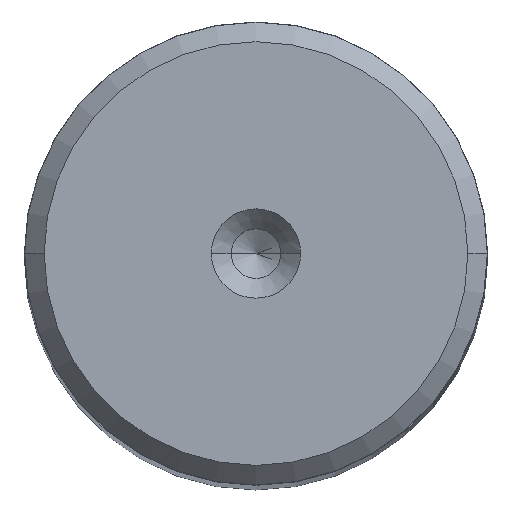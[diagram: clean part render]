
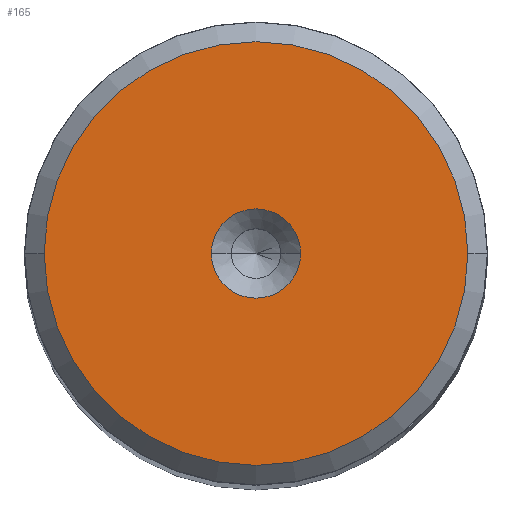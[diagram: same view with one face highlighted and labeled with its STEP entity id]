
A CAD part, top view. The second image highlights one B-rep face of the part: STEP entity #165.
In plain terms, the highlighted planar face has unit normal (0, 0, 1).
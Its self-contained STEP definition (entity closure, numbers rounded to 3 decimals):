
#65 = EDGE_CURVE ( 'NONE', #1455, #1498, #1360, .T. ) ;
#73 = VERTEX_POINT ( 'NONE', #769 ) ;
#165 = ADVANCED_FACE ( 'NONE', ( #1891, #2388 ), #1703, .T. ) ;
#439 = DIRECTION ( 'NONE',  ( 0., 0., 1. ) ) ;
#440 = DIRECTION ( 'NONE',  ( 1., 0., 0. ) ) ;
#450 = ORIENTED_EDGE ( 'NONE', *, *, #568, .F. ) ;
#489 = CIRCLE ( 'NONE', #1482, 2.7 ) ;
#508 = AXIS2_PLACEMENT_3D ( 'NONE', #1420, #1205, #799 ) ;
#568 = EDGE_CURVE ( 'NONE', #73, #642, #1202, .T. ) ;
#642 = VERTEX_POINT ( 'NONE', #1175 ) ;
#747 = ORIENTED_EDGE ( 'NONE', *, *, #65, .T. ) ;
#748 = DIRECTION ( 'NONE',  ( 1., 0., 0. ) ) ;
#769 = CARTESIAN_POINT ( 'NONE',  ( -2.7, 0., 170. ) ) ;
#799 = DIRECTION ( 'NONE',  ( 1., 0., 0. ) ) ;
#850 = EDGE_CURVE ( 'NONE', #1498, #1455, #2168, .T. ) ;
#1038 = CARTESIAN_POINT ( 'NONE',  ( 0., 0., 170. ) ) ;
#1141 = EDGE_LOOP ( 'NONE', ( #2659, #747 ) ) ;
#1175 = CARTESIAN_POINT ( 'NONE',  ( 2.7, 0., 170. ) ) ;
#1202 = CIRCLE ( 'NONE', #1401, 2.7 ) ;
#1205 = DIRECTION ( 'NONE',  ( 0., 0., 1. ) ) ;
#1291 = CARTESIAN_POINT ( 'NONE',  ( 0., 0., 170. ) ) ;
#1360 = CIRCLE ( 'NONE', #2494, 12.812 ) ;
#1372 = DIRECTION ( 'NONE',  ( 0., 0., 1. ) ) ;
#1394 = AXIS2_PLACEMENT_3D ( 'NONE', #1291, #439, #1876 ) ;
#1401 = AXIS2_PLACEMENT_3D ( 'NONE', #2141, #1931, #2355 ) ;
#1420 = CARTESIAN_POINT ( 'NONE',  ( 0., 0., 170. ) ) ;
#1455 = VERTEX_POINT ( 'NONE', #2102 ) ;
#1482 = AXIS2_PLACEMENT_3D ( 'NONE', #1038, #1678, #440 ) ;
#1498 = VERTEX_POINT ( 'NONE', #2326 ) ;
#1678 = DIRECTION ( 'NONE',  ( 0., 0., 1. ) ) ;
#1703 = PLANE ( 'NONE',  #1394 ) ;
#1749 = EDGE_CURVE ( 'NONE', #642, #73, #489, .T. ) ;
#1876 = DIRECTION ( 'NONE',  ( 1., 0., 0. ) ) ;
#1891 = FACE_BOUND ( 'NONE', #2428, .T. ) ;
#1931 = DIRECTION ( 'NONE',  ( 0., 0., 1. ) ) ;
#2102 = CARTESIAN_POINT ( 'NONE',  ( 12.812, 0., 170. ) ) ;
#2141 = CARTESIAN_POINT ( 'NONE',  ( 0., 0., 170. ) ) ;
#2168 = CIRCLE ( 'NONE', #508, 12.812 ) ;
#2225 = CARTESIAN_POINT ( 'NONE',  ( 0., 0., 170. ) ) ;
#2326 = CARTESIAN_POINT ( 'NONE',  ( -12.812, 0., 170. ) ) ;
#2355 = DIRECTION ( 'NONE',  ( 1., 0., 0. ) ) ;
#2388 = FACE_OUTER_BOUND ( 'NONE', #1141, .T. ) ;
#2428 = EDGE_LOOP ( 'NONE', ( #2493, #450 ) ) ;
#2493 = ORIENTED_EDGE ( 'NONE', *, *, #1749, .F. ) ;
#2494 = AXIS2_PLACEMENT_3D ( 'NONE', #2225, #1372, #748 ) ;
#2659 = ORIENTED_EDGE ( 'NONE', *, *, #850, .T. ) ;
